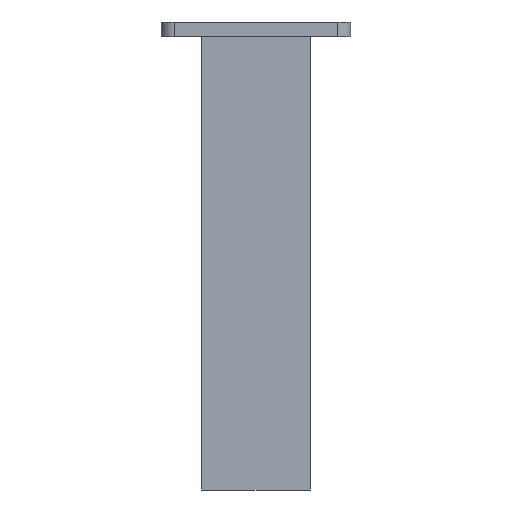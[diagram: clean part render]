
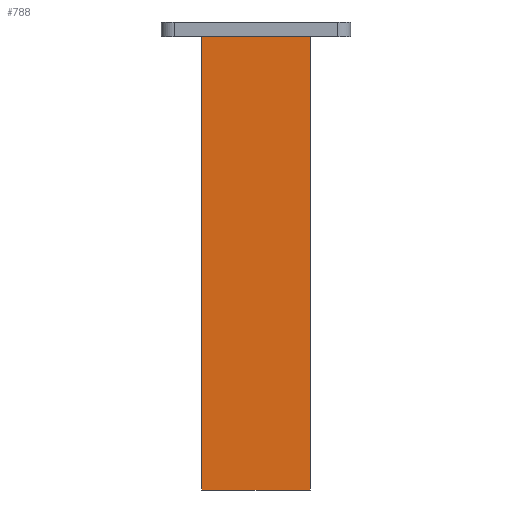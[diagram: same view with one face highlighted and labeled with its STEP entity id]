
A CAD part, front view. The second image highlights one B-rep face of the part: STEP entity #788.
In plain terms, the highlighted planar face has unit normal (0, -1, 0).
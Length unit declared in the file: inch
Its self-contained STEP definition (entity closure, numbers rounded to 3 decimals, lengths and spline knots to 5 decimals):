
#22 = CARTESIAN_POINT ( 'NONE',  ( 1., -0.5, -0.27559 ) ) ;
#33 = EDGE_CURVE ( 'NONE', #429, #1142, #927, .T. ) ;
#54 = LINE ( 'NONE', #993, #200 ) ;
#74 = DIRECTION ( 'NONE',  ( 0., -1., 0. ) ) ;
#117 = ORIENTED_EDGE ( 'NONE', *, *, #33, .T. ) ;
#118 = CARTESIAN_POINT ( 'NONE',  ( -1., -0.5, -8.66142 ) ) ;
#193 = DIRECTION ( 'NONE',  ( -1., 0., 0. ) ) ;
#200 = VECTOR ( 'NONE', #1010, 39.37008 ) ;
#226 = EDGE_CURVE ( 'NONE', #1142, #1061, #54, .T. ) ;
#261 = VERTEX_POINT ( 'NONE', #1307 ) ;
#265 = PLANE ( 'NONE',  #1027 ) ;
#364 = CARTESIAN_POINT ( 'NONE',  ( -1., -0.5, -8.66142 ) ) ;
#408 = VECTOR ( 'NONE', #193, 39.37008 ) ;
#424 = VECTOR ( 'NONE', #1029, 39.37008 ) ;
#429 = VERTEX_POINT ( 'NONE', #118 ) ;
#490 = DIRECTION ( 'NONE',  ( 0., 0., 1. ) ) ;
#498 = LINE ( 'NONE', #364, #691 ) ;
#560 = ORIENTED_EDGE ( 'NONE', *, *, #226, .T. ) ;
#603 = ORIENTED_EDGE ( 'NONE', *, *, #1154, .T. ) ;
#614 = CARTESIAN_POINT ( 'NONE',  ( -1., -0.5, -8.66142 ) ) ;
#684 = EDGE_CURVE ( 'NONE', #429, #261, #498, .T. ) ;
#685 = EDGE_LOOP ( 'NONE', ( #560, #603, #1354, #117 ) ) ;
#691 = VECTOR ( 'NONE', #490, 39.37008 ) ;
#698 = DIRECTION ( 'NONE',  ( 1., 0., 0. ) ) ;
#788 = ADVANCED_FACE ( 'NONE', ( #802 ), #265, .T. ) ;
#802 = FACE_OUTER_BOUND ( 'NONE', #685, .T. ) ;
#819 = CARTESIAN_POINT ( 'NONE',  ( 0., -0.5, -0.27559 ) ) ;
#927 = LINE ( 'NONE', #614, #424 ) ;
#993 = CARTESIAN_POINT ( 'NONE',  ( 1., -0.5, -8.66142 ) ) ;
#1010 = DIRECTION ( 'NONE',  ( 0., 0., 1. ) ) ;
#1027 = AXIS2_PLACEMENT_3D ( 'NONE', #1322, #74, #698 ) ;
#1029 = DIRECTION ( 'NONE',  ( 1., 0., 0. ) ) ;
#1061 = VERTEX_POINT ( 'NONE', #22 ) ;
#1139 = CARTESIAN_POINT ( 'NONE',  ( 1., -0.5, -8.66142 ) ) ;
#1142 = VERTEX_POINT ( 'NONE', #1139 ) ;
#1154 = EDGE_CURVE ( 'NONE', #1061, #261, #1340, .T. ) ;
#1307 = CARTESIAN_POINT ( 'NONE',  ( -1., -0.5, -0.27559 ) ) ;
#1322 = CARTESIAN_POINT ( 'NONE',  ( -1., -0.5, -8.66142 ) ) ;
#1340 = LINE ( 'NONE', #819, #408 ) ;
#1354 = ORIENTED_EDGE ( 'NONE', *, *, #684, .F. ) ;
